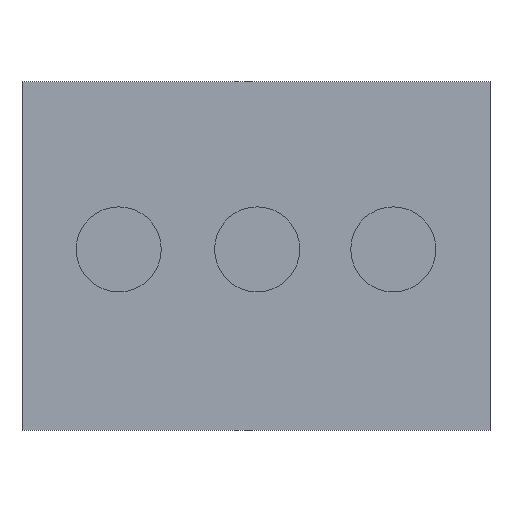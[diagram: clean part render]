
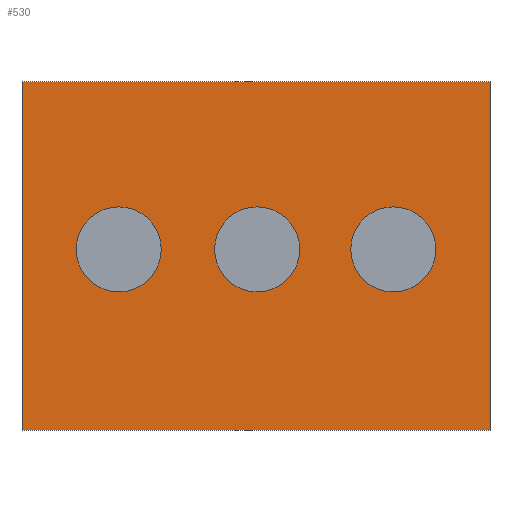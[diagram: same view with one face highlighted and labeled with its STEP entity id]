
A CAD part, left-side view. The second image highlights one B-rep face of the part: STEP entity #530.
In plain terms, the highlighted planar face has unit normal (-1, 0, 0).
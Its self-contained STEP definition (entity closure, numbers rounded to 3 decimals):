
#57=FACE_OUTER_BOUND('',#90,.T.);
#90=EDGE_LOOP('',(#457,#458,#459,#460));
#150=LINE('',#848,#213);
#153=LINE('',#854,#216);
#156=LINE('',#858,#219);
#159=LINE('',#865,#222);
#213=VECTOR('',#683,10.);
#216=VECTOR('',#688,10.);
#219=VECTOR('',#693,10.);
#222=VECTOR('',#704,10.);
#262=VERTEX_POINT('',#846);
#263=VERTEX_POINT('',#847);
#264=VERTEX_POINT('',#852);
#265=VERTEX_POINT('',#853);
#322=EDGE_CURVE('',#262,#263,#150,.T.);
#325=EDGE_CURVE('',#264,#265,#153,.T.);
#328=EDGE_CURVE('',#263,#264,#156,.T.);
#331=EDGE_CURVE('',#262,#265,#159,.T.);
#457=ORIENTED_EDGE('',*,*,#331,.T.);
#458=ORIENTED_EDGE('',*,*,#325,.F.);
#459=ORIENTED_EDGE('',*,*,#328,.F.);
#460=ORIENTED_EDGE('',*,*,#322,.F.);
#501=PLANE('',#580);
#530=ADVANCED_FACE('',(#57),#501,.T.);
#580=AXIS2_PLACEMENT_3D('',#866,#705,#706);
#683=DIRECTION('',(0.,1.,0.));
#688=DIRECTION('',(0.,-1.,0.));
#693=DIRECTION('',(0.,0.,1.));
#704=DIRECTION('',(0.,0.,1.));
#705=DIRECTION('center_axis',(-1.,0.,0.));
#706=DIRECTION('ref_axis',(0.,-1.,0.));
#846=CARTESIAN_POINT('',(-2.1,-3.35,-0.5));
#847=CARTESIAN_POINT('',(-2.1,2.15,-0.5));
#848=CARTESIAN_POINT('',(-2.1,0.,-0.5));
#852=CARTESIAN_POINT('',(-2.1,2.15,3.6));
#853=CARTESIAN_POINT('',(-2.1,-3.35,3.6));
#854=CARTESIAN_POINT('',(-2.1,0.,3.6));
#858=CARTESIAN_POINT('',(-2.1,2.15,0.));
#865=CARTESIAN_POINT('',(-2.1,-3.35,0.));
#866=CARTESIAN_POINT('Origin',(-2.1,2.15,0.));
